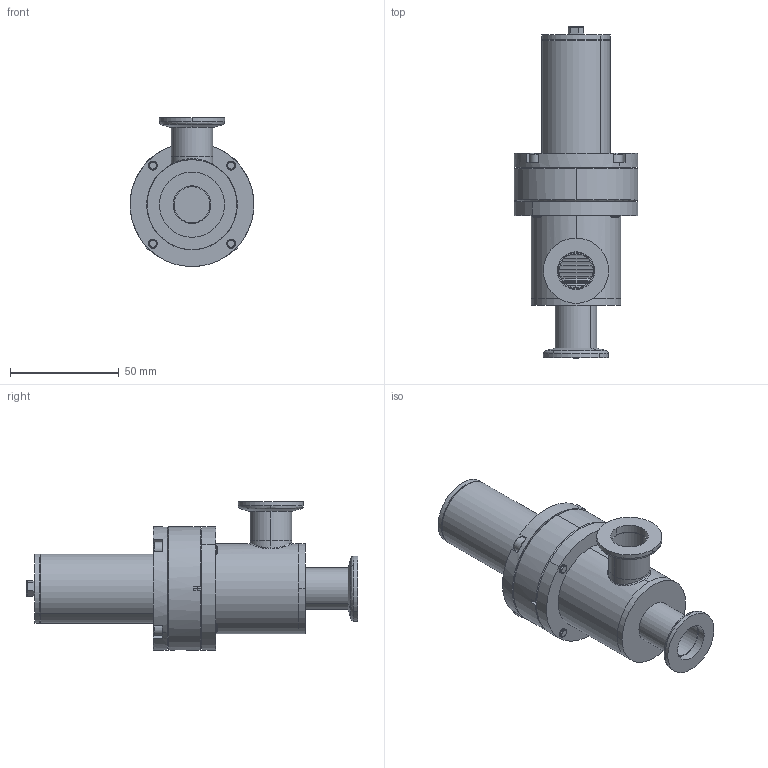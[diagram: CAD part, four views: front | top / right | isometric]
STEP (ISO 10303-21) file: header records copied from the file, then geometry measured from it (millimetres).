
FILE_DESCRIPTION (( 'STEP AP203' ), '1' );
FILE_NAME ('ESVP-S02100.STEP', '2021-11-17T22:47:50', ( '' ), ( '' ), 'SwSTEP 2.0', 'SolidWorks 2020', '' );
FILE_SCHEMA (( 'CONFIG_CONTROL_DESIGN' ));
Length unit declared in the file: inch
Products named in the file (1): ESVP-S02100
Bounding box: 56.77 x 152.42 x 68.38 mm (x, y, z)
Volume: 112653.1 mm3; surface area: 129254.9 mm2
Topology: 31 solids, 31 shells, 1668 faces, 3966 edges, 2374 vertices
Faces by surface type: cone 717, cylinder 447, bspline 260, plane 191, torus 53
Entity records: 58589 total; most frequent: CARTESIAN_POINT 19437, DIRECTION 9023, ORIENTED_EDGE 7916, EDGE_CURVE 3958, AXIS2_PLACEMENT_3D 3836, CIRCLE 2427, VERTEX_POINT 2374, EDGE_LOOP 1766
